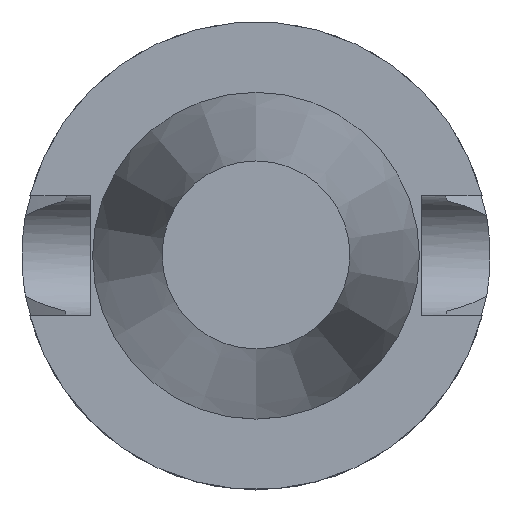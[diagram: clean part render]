
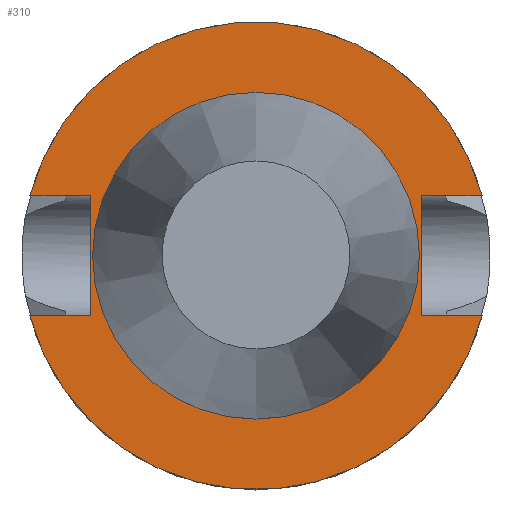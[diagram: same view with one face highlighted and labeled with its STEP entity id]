
A CAD part, top view. The second image highlights one B-rep face of the part: STEP entity #310.
In plain terms, the highlighted planar face has unit normal (0, 0, 1).
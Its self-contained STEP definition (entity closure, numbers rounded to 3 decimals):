
#133=EDGE_CURVE('240[2]',#370,#371,#372,.T.);
#166=EDGE_CURVE('240[2]',#424,#425,#426,.T.);
#228=EDGE_CURVE('240[2]',#466,#370,#511,.T.);
#232=EDGE_CURVE('240[2]',#344,#489,#515,.T.);
#234=EDGE_CURVE('240[2]',#371,#344,#517,.T.);
#290=EDGE_CURVE('240[2]',#489,#408,#592,.T.);
#292=EDGE_CURVE('240[2]',#594,#594,#595,.T.);
#310=ADVANCED_FACE('240[2]',(#617,#618),#619,.T.);
#318=EDGE_CURVE('240[2]',#408,#424,#627,.T.);
#322=EDGE_CURVE('240[2]',#425,#466,#632,.T.);
#344=VERTEX_POINT('',#645);
#370=VERTEX_POINT('',#680);
#371=VERTEX_POINT('',#681);
#372=LINE('',#682,#683);
#408=VERTEX_POINT('',#740);
#424=VERTEX_POINT('',#826);
#425=VERTEX_POINT('',#827);
#426=CIRCLE('',#828,50.);
#466=VERTEX_POINT('',#900);
#489=VERTEX_POINT('',#942);
#511=LINE('',#1041,#1042);
#515=LINE('',#1049,#1050);
#517=CIRCLE('',#1053,50.);
#592=LINE('',#1163,#1164);
#594=VERTEX_POINT('',#1167);
#595=CIRCLE('',#1168,34.925);
#617=FACE_OUTER_BOUND('',#1217,.T.);
#618=FACE_BOUND('',#1218,.T.);
#619=PLANE('',#1219);
#627=LINE('',#1316,#1317);
#632=LINE('',#1324,#1325);
#645=CARTESIAN_POINT('',(48.321,-12.85,-1.5));
#680=CARTESIAN_POINT('',(-35.4,-12.85,-1.5));
#681=CARTESIAN_POINT('',(-48.321,-12.85,-1.5));
#682=CARTESIAN_POINT('',(-17.7,-12.85,-1.5));
#683=VECTOR('',#1353,1.0);
#740=CARTESIAN_POINT('',(35.4,12.85,-1.5));
#826=CARTESIAN_POINT('',(48.321,12.85,-1.5));
#827=CARTESIAN_POINT('',(-48.321,12.85,-1.5));
#828=AXIS2_PLACEMENT_3D('',#1399,#1400,#1401);
#900=CARTESIAN_POINT('',(-35.4,12.85,-1.5));
#942=CARTESIAN_POINT('',(35.4,-12.85,-1.5));
#1041=CARTESIAN_POINT('',(-35.4,14.806,-1.5));
#1042=VECTOR('',#1481,1.0);
#1049=CARTESIAN_POINT('',(17.7,-12.85,-1.5));
#1050=VECTOR('',#1483,1.0);
#1053=AXIS2_PLACEMENT_3D('',#1484,#1485,#1486);
#1163=CARTESIAN_POINT('',(35.4,21.231,-1.5));
#1164=VECTOR('',#1599,1.0);
#1167=CARTESIAN_POINT('',(0.,34.925,-1.5));
#1168=AXIS2_PLACEMENT_3D('',#1600,#1601,#1602);
#1217=EDGE_LOOP('',(#1635,#1636,#1637,#1638,#1639,#1640,#1641,#1642));
#1218=EDGE_LOOP('',(#1643));
#1219=AXIS2_PLACEMENT_3D('',#1644,#1645,#1646);
#1316=CARTESIAN_POINT('',(17.7,12.85,-1.5));
#1317=VECTOR('',#1647,1.0);
#1324=CARTESIAN_POINT('',(-17.7,12.85,-1.5));
#1325=VECTOR('',#1651,1.0);
#1353=DIRECTION('',(-1.0,-0.0,0.));
#1399=CARTESIAN_POINT('',(0.,0.,-1.5));
#1400=DIRECTION('',(0.,0.,1.0));
#1401=DIRECTION('',(0.,1.0,0.));
#1481=DIRECTION('',(0.0,-1.0,0.));
#1483=DIRECTION('',(-1.0,-0.0,0.));
#1484=CARTESIAN_POINT('',(0.,0.,-1.5));
#1485=DIRECTION('',(0.,0.,1.0));
#1486=DIRECTION('',(0.,1.0,0.));
#1599=DIRECTION('',(0.0,1.0,0.));
#1600=CARTESIAN_POINT('',(0.,0.,-1.5));
#1601=DIRECTION('',(0.,0.,1.0));
#1602=DIRECTION('',(0.,1.0,0.));
#1635=ORIENTED_EDGE('',*,*,#133,.T.);
#1636=ORIENTED_EDGE('',*,*,#234,.T.);
#1637=ORIENTED_EDGE('',*,*,#232,.T.);
#1638=ORIENTED_EDGE('',*,*,#290,.T.);
#1639=ORIENTED_EDGE('',*,*,#318,.T.);
#1640=ORIENTED_EDGE('',*,*,#166,.T.);
#1641=ORIENTED_EDGE('',*,*,#322,.T.);
#1642=ORIENTED_EDGE('',*,*,#228,.T.);
#1643=ORIENTED_EDGE('',*,*,#292,.F.);
#1644=CARTESIAN_POINT('',(0.,42.463,-1.5));
#1645=DIRECTION('',(0.,0.,1.0));
#1646=DIRECTION('',(1.0,0.,0.0));
#1647=DIRECTION('',(1.0,-0.0,0.));
#1651=DIRECTION('',(1.0,-0.0,0.));
